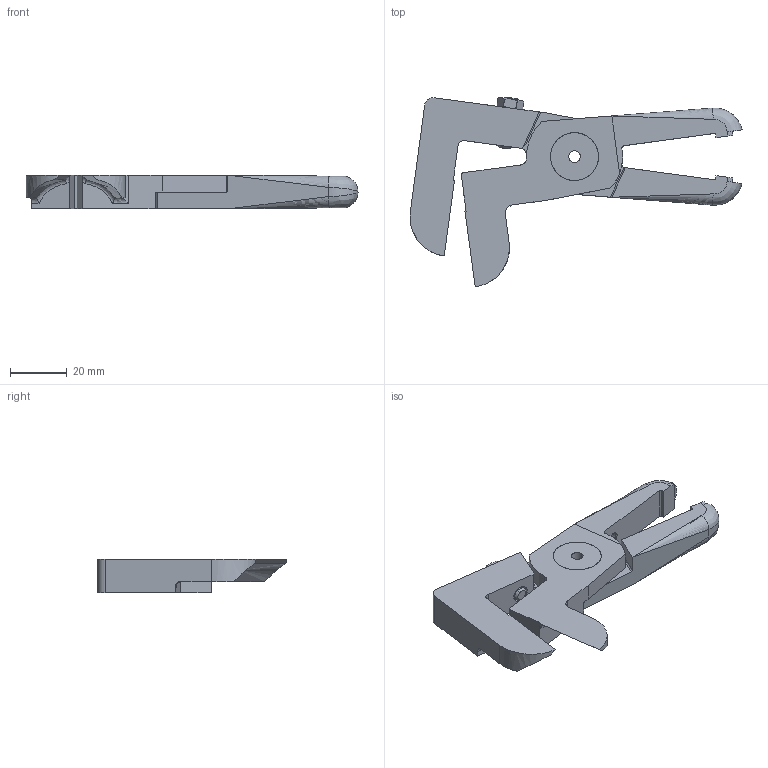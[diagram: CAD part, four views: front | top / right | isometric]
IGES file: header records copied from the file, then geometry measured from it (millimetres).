
Start section: SolidWorks IGES file using NURBS representation for surfaces
Global section: file name: N20AMR1499.IGS; native system: SolidWorks 2018; preprocessor: SolidWorks 2018; author: k_ino; date: 190109.143937; units: millimetre
Bounding box: 117.5 x 67.15 x 12 mm (x, y, z)
Volume: 34179.1 mm3; surface area: 16048.7 mm2
Topology: 5 solids, 5 shells, 188 faces, 579 edges, 401 vertices
Faces by surface type: bspline 188
